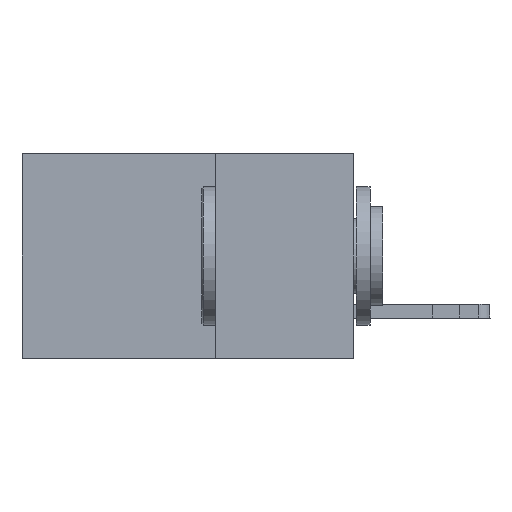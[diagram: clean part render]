
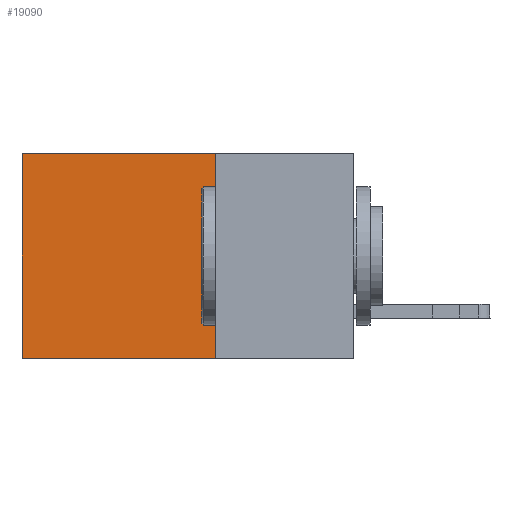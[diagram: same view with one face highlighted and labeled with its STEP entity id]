
A CAD part, left-side view. The second image highlights one B-rep face of the part: STEP entity #19090.
In plain terms, the highlighted planar face has unit normal (-1, 0, 0).
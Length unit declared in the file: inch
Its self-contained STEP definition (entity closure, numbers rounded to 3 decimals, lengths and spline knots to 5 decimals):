
#1589 = DIRECTION ( 'NONE',  ( 0., 0., -1. ) ) ;
#1790 = DIRECTION ( 'NONE',  ( 0., 0., -1. ) ) ;
#3027 = AXIS2_PLACEMENT_3D ( 'NONE', #15294, #17154, #6010 ) ;
#3346 = ORIENTED_EDGE ( 'NONE', *, *, #20059, .F. ) ;
#3980 = FACE_OUTER_BOUND ( 'NONE', #17630, .T. ) ;
#5398 = CARTESIAN_POINT ( 'NONE',  ( 0.2875, 0.6, 0. ) ) ;
#5515 = VERTEX_POINT ( 'NONE', #9902 ) ;
#6010 = DIRECTION ( 'NONE',  ( 0., 0., -1. ) ) ;
#6793 = CARTESIAN_POINT ( 'NONE',  ( 0.2875, 0.25, -0.37 ) ) ;
#8689 = DIRECTION ( 'NONE',  ( 0., 1., 0. ) ) ;
#9902 = CARTESIAN_POINT ( 'NONE',  ( 0.2875, 0.6, -0.37 ) ) ;
#11030 = ORIENTED_EDGE ( 'NONE', *, *, #17680, .F. ) ;
#11748 = DIRECTION ( 'NONE',  ( 0., 1., 0. ) ) ;
#12918 = VERTEX_POINT ( 'NONE', #16006 ) ;
#13440 = PLANE ( 'NONE',  #3027 ) ;
#13802 = LINE ( 'NONE', #5398, #23097 ) ;
#15294 = CARTESIAN_POINT ( 'NONE',  ( 0.2875, 0.25, 0. ) ) ;
#15934 = EDGE_CURVE ( 'NONE', #12918, #5515, #13802, .T. ) ;
#16006 = CARTESIAN_POINT ( 'NONE',  ( 0.2875, 0.6, 0. ) ) ;
#16255 = VECTOR ( 'NONE', #11748, 39.37008 ) ;
#16466 = LINE ( 'NONE', #6793, #20832 ) ;
#16843 = LINE ( 'NONE', #21011, #16255 ) ;
#17154 = DIRECTION ( 'NONE',  ( 1., 0., 0. ) ) ;
#17630 = EDGE_LOOP ( 'NONE', ( #21835, #3346, #11030, #22218 ) ) ;
#17680 = EDGE_CURVE ( 'NONE', #23443, #19382, #23895, .T. ) ;
#18013 = CARTESIAN_POINT ( 'NONE',  ( 0.2875, 0.25, 0. ) ) ;
#18354 = VECTOR ( 'NONE', #1790, 39.37008 ) ;
#18495 = EDGE_CURVE ( 'NONE', #23443, #12918, #16843, .T. ) ;
#19090 = ADVANCED_FACE ( 'NONE', ( #3980 ), #13440, .F. ) ;
#19382 = VERTEX_POINT ( 'NONE', #21549 ) ;
#20059 = EDGE_CURVE ( 'NONE', #19382, #5515, #16466, .T. ) ;
#20832 = VECTOR ( 'NONE', #8689, 39.37008 ) ;
#21011 = CARTESIAN_POINT ( 'NONE',  ( 0.2875, 0.25, 0. ) ) ;
#21549 = CARTESIAN_POINT ( 'NONE',  ( 0.2875, 0.25, -0.37 ) ) ;
#21835 = ORIENTED_EDGE ( 'NONE', *, *, #15934, .T. ) ;
#22218 = ORIENTED_EDGE ( 'NONE', *, *, #18495, .T. ) ;
#22278 = CARTESIAN_POINT ( 'NONE',  ( 0.2875, 0.25, 0. ) ) ;
#23097 = VECTOR ( 'NONE', #1589, 39.37008 ) ;
#23443 = VERTEX_POINT ( 'NONE', #18013 ) ;
#23895 = LINE ( 'NONE', #22278, #18354 ) ;
